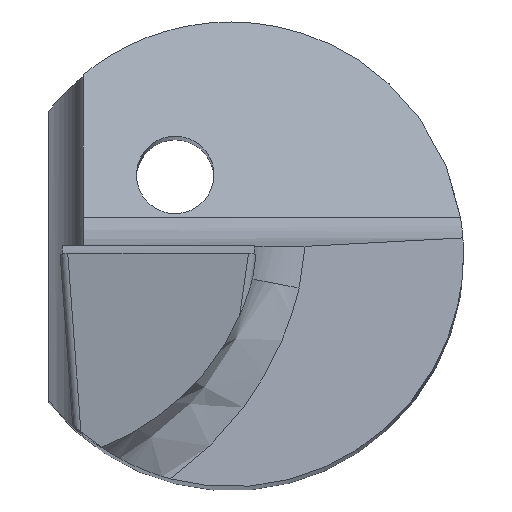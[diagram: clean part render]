
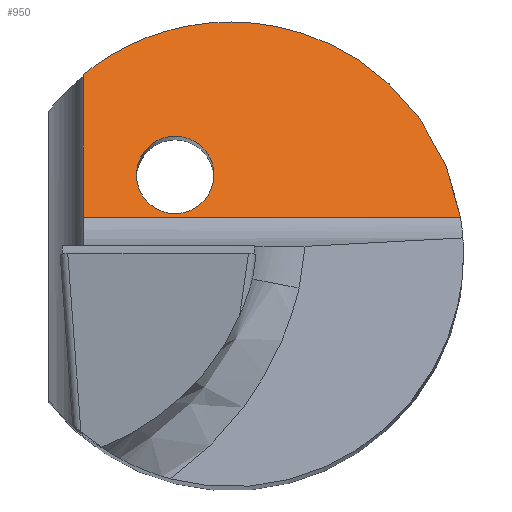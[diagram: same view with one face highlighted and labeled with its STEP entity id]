
A CAD part, top view. The second image highlights one B-rep face of the part: STEP entity #950.
In plain terms, the highlighted planar face has unit normal (0, 0.766, 0.643).
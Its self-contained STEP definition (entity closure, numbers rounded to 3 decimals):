
#32 = EDGE_LOOP ( 'NONE', ( #158, #553 ) ) ;
#48 = EDGE_CURVE ( 'NONE', #389, #472, #567, .T. ) ;
#103 = CARTESIAN_POINT ( 'NONE',  ( 2.55, 3.046, 24.945 ) ) ;
#105 = VERTEX_POINT ( 'NONE', #915 ) ;
#111 = CARTESIAN_POINT ( 'NONE',  ( -1.217, 0.024, 28.547 ) ) ;
#128 = VECTOR ( 'NONE', #789, 1000. ) ;
#131 = CARTESIAN_POINT ( 'NONE',  ( -0.217, 1.024, 27.355 ) ) ;
#152 = VERTEX_POINT ( 'NONE', #840 ) ;
#158 = ORIENTED_EDGE ( 'NONE', *, *, #685, .T. ) ;
#262 = CARTESIAN_POINT ( 'NONE',  ( 2.962, 0.474, 28.01 ) ) ;
#266 = CARTESIAN_POINT ( 'NONE',  ( 0.116, 3.971, 23.843 ) ) ;
#359 = EDGE_CURVE ( 'NONE', #389, #105, #515, .T. ) ;
#367 =( BOUNDED_CURVE ( )  B_SPLINE_CURVE ( 3, ( #507, #570, #798, #131 ),
 .UNSPECIFIED., .F., .T. ) 
 B_SPLINE_CURVE_WITH_KNOTS ( ( 4, 4 ),
 ( 4.712, 7.854 ),
 .UNSPECIFIED. ) 
 CURVE ( )  GEOMETRIC_REPRESENTATION_ITEM ( )  RATIONAL_B_SPLINE_CURVE ( ( 1., 0.333, 0.333, 1. ) ) 
 REPRESENTATION_ITEM ( '' )  );
#389 = VERTEX_POINT ( 'NONE', #499 ) ;
#401 = ORIENTED_EDGE ( 'NONE', *, *, #48, .F. ) ;
#410 = EDGE_LOOP ( 'NONE', ( #401, #415, #824 ) ) ;
#415 = ORIENTED_EDGE ( 'NONE', *, *, #359, .T. ) ;
#418 = CARTESIAN_POINT ( 'NONE',  ( -0.217, 1.024, 27.355 ) ) ;
#446 = FACE_BOUND ( 'NONE', #32, .T. ) ;
#470 = CARTESIAN_POINT ( 'NONE',  ( -1.9, 0.474, 28.01 ) ) ;
#472 = VERTEX_POINT ( 'NONE', #470 ) ;
#485 = CARTESIAN_POINT ( 'NONE',  ( -0.217, 1.024, 27.355 ) ) ;
#490 = CARTESIAN_POINT ( 'NONE',  ( -0.217, 0.024, 28.547 ) ) ;
#499 = CARTESIAN_POINT ( 'NONE',  ( 2.962, 0.474, 28.01 ) ) ;
#506 = VECTOR ( 'NONE', #574, 1000. ) ;
#507 = CARTESIAN_POINT ( 'NONE',  ( -1.217, 1.024, 27.355 ) ) ;
#515 =( BOUNDED_CURVE ( )  B_SPLINE_CURVE ( 3, ( #262, #103, #266, #860 ),
 .UNSPECIFIED., .F., .T. ) 
 B_SPLINE_CURVE_WITH_KNOTS ( ( 4, 4 ),
 ( 4.871, 6.969 ),
 .UNSPECIFIED. ) 
 CURVE ( )  GEOMETRIC_REPRESENTATION_ITEM ( )  RATIONAL_B_SPLINE_CURVE ( ( 1., 0.666, 0.666, 1. ) ) 
 REPRESENTATION_ITEM ( '' )  );
#516 = FACE_OUTER_BOUND ( 'NONE', #410, .T. ) ;
#521 = CARTESIAN_POINT ( 'NONE',  ( 3., 0.474, 28.01 ) ) ;
#553 = ORIENTED_EDGE ( 'NONE', *, *, #800, .T. ) ;
#567 = LINE ( 'NONE', #705, #128 ) ;
#570 = CARTESIAN_POINT ( 'NONE',  ( -1.217, 2.024, 26.163 ) ) ;
#574 = DIRECTION ( 'NONE',  ( 0., -0.643, 0.766 ) ) ;
#642 = LINE ( 'NONE', #878, #506 ) ;
#658 = PLANE ( 'NONE',  #783 ) ;
#662 = VERTEX_POINT ( 'NONE', #485 ) ;
#683 = DIRECTION ( 'NONE',  ( 0., 0.643, -0.766 ) ) ;
#685 = EDGE_CURVE ( 'NONE', #662, #152, #748, .T. ) ;
#704 = CARTESIAN_POINT ( 'NONE',  ( -1.217, 1.024, 27.355 ) ) ;
#705 = CARTESIAN_POINT ( 'NONE',  ( 3., 0.474, 28.01 ) ) ;
#748 =( BOUNDED_CURVE ( )  B_SPLINE_CURVE ( 3, ( #418, #490, #111, #704 ),
 .UNSPECIFIED., .F., .T. ) 
 B_SPLINE_CURVE_WITH_KNOTS ( ( 4, 4 ),
 ( 1.571, 4.712 ),
 .UNSPECIFIED. ) 
 CURVE ( )  GEOMETRIC_REPRESENTATION_ITEM ( )  RATIONAL_B_SPLINE_CURVE ( ( 1., 0.333, 0.333, 1. ) ) 
 REPRESENTATION_ITEM ( '' )  );
#783 = AXIS2_PLACEMENT_3D ( 'NONE', #521, #901, #683 ) ;
#789 = DIRECTION ( 'NONE',  ( -1., 0., 0. ) ) ;
#798 = CARTESIAN_POINT ( 'NONE',  ( -0.217, 2.024, 26.163 ) ) ;
#800 = EDGE_CURVE ( 'NONE', #152, #662, #367, .T. ) ;
#824 = ORIENTED_EDGE ( 'NONE', *, *, #837, .T. ) ;
#837 = EDGE_CURVE ( 'NONE', #105, #472, #642, .T. ) ;
#840 = CARTESIAN_POINT ( 'NONE',  ( -1.217, 1.024, 27.355 ) ) ;
#860 = CARTESIAN_POINT ( 'NONE',  ( -1.9, 2.322, 25.808 ) ) ;
#878 = CARTESIAN_POINT ( 'NONE',  ( -1.9, 5.445, 22.086 ) ) ;
#901 = DIRECTION ( 'NONE',  ( 0., -0.766, -0.643 ) ) ;
#915 = CARTESIAN_POINT ( 'NONE',  ( -1.9, 2.322, 25.808 ) ) ;
#950 = ADVANCED_FACE ( 'NONE', ( #446, #516 ), #658, .F. ) ;
